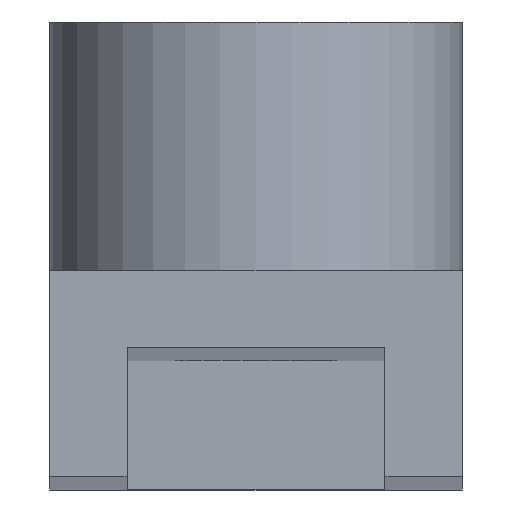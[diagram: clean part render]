
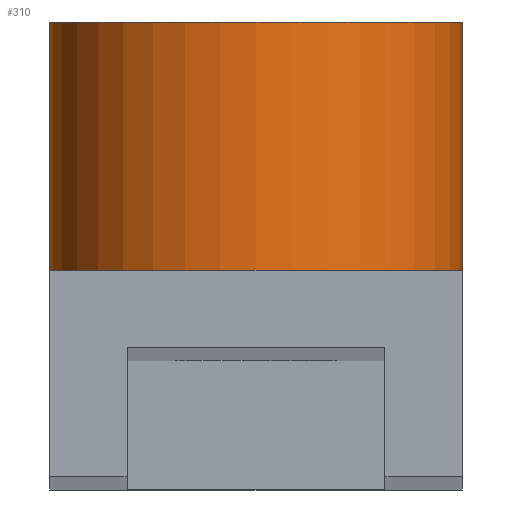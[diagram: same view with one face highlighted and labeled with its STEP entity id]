
A CAD part, top view. The second image highlights one B-rep face of the part: STEP entity #310.
In plain terms, the highlighted cylindrical face has radius 5.08 mm (diameter 10.16 mm), a full revolution.
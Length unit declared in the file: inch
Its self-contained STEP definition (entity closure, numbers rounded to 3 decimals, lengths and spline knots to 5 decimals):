
#22=CYLINDRICAL_SURFACE('',#351,0.2);
#26=CIRCLE('',#349,0.2);
#27=CIRCLE('',#352,0.2);
#28=CIRCLE('',#353,0.2);
#40=FACE_OUTER_BOUND('',#58,.T.);
#58=EDGE_LOOP('',(#232,#233,#234,#235,#236));
#94=LINE('',#507,#126);
#126=VECTOR('',#408,0.2);
#148=VERTEX_POINT('',#483);
#152=VERTEX_POINT('',#493);
#156=VERTEX_POINT('',#505);
#180=EDGE_CURVE('',#152,#148,#26,.T.);
#185=EDGE_CURVE('',#156,#156,#27,.T.);
#186=EDGE_CURVE('',#156,#148,#94,.T.);
#187=EDGE_CURVE('',#148,#152,#28,.T.);
#232=ORIENTED_EDGE('',*,*,#185,.F.);
#233=ORIENTED_EDGE('',*,*,#186,.T.);
#234=ORIENTED_EDGE('',*,*,#180,.F.);
#235=ORIENTED_EDGE('',*,*,#187,.F.);
#236=ORIENTED_EDGE('',*,*,#186,.F.);
#310=ADVANCED_FACE('',(#40),#22,.T.);
#349=AXIS2_PLACEMENT_3D('',#495,#396,#397);
#351=AXIS2_PLACEMENT_3D('',#504,#404,#405);
#352=AXIS2_PLACEMENT_3D('',#506,#406,#407);
#353=AXIS2_PLACEMENT_3D('',#508,#409,#410);
#396=DIRECTION('center_axis',(0.,-1.,0.));
#397=DIRECTION('ref_axis',(1.,0.,0.));
#404=DIRECTION('center_axis',(0.,1.,0.));
#405=DIRECTION('ref_axis',(1.,0.,0.));
#406=DIRECTION('center_axis',(0.,1.,0.));
#407=DIRECTION('ref_axis',(1.,0.,0.));
#408=DIRECTION('',(0.,-1.,0.));
#409=DIRECTION('center_axis',(0.,-1.,0.));
#410=DIRECTION('ref_axis',(1.,0.,0.));
#483=CARTESIAN_POINT('',(-0.2,0.2,1.75));
#493=CARTESIAN_POINT('',(0.2,0.2,1.75));
#495=CARTESIAN_POINT('Origin',(0.,0.2,1.75));
#504=CARTESIAN_POINT('Origin',(0.,0.2,1.75));
#505=CARTESIAN_POINT('',(-0.2,0.45,1.75));
#506=CARTESIAN_POINT('Origin',(0.,0.45,1.75));
#507=CARTESIAN_POINT('',(-0.2,0.2,1.75));
#508=CARTESIAN_POINT('Origin',(0.,0.2,1.75));
